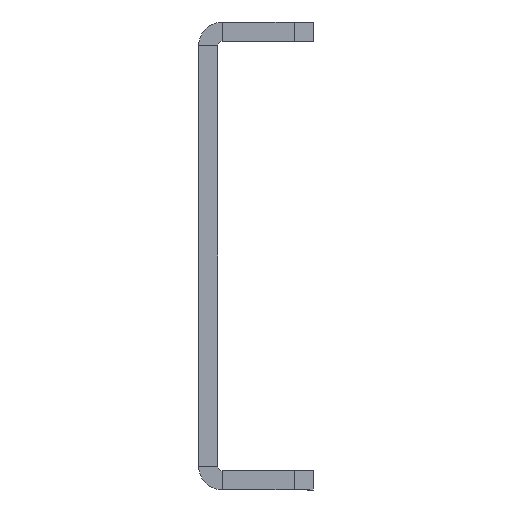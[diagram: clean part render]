
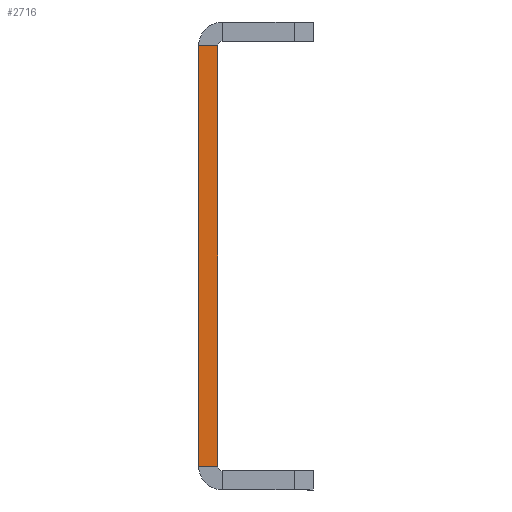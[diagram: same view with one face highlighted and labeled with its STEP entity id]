
A CAD part, left-side view. The second image highlights one B-rep face of the part: STEP entity #2716.
In plain terms, the highlighted planar face has unit normal (-1, 0, 0).
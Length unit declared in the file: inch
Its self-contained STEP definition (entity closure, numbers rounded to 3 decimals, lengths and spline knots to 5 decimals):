
#551 = EDGE_CURVE ( 'NONE', #2857, #5749, #5014, .T. ) ;
#758 = VERTEX_POINT ( 'NONE', #3775 ) ;
#930 = DIRECTION ( 'NONE',  ( 0., 0., 1. ) ) ;
#1275 = DIRECTION ( 'NONE',  ( 0., 1., 0. ) ) ;
#1419 = DIRECTION ( 'NONE',  ( 0., 1., 0. ) ) ;
#1567 = CARTESIAN_POINT ( 'NONE',  ( 0., 0., 0. ) ) ;
#1588 = CARTESIAN_POINT ( 'NONE',  ( 0., 0., -2.75 ) ) ;
#1999 = VECTOR ( 'NONE', #1275, 39.37008 ) ;
#2040 = FACE_OUTER_BOUND ( 'NONE', #5988, .T. ) ;
#2079 = ORIENTED_EDGE ( 'NONE', *, *, #3551, .T. ) ;
#2099 = AXIS2_PLACEMENT_3D ( 'NONE', #5435, #3940, #930 ) ;
#2159 = DIRECTION ( 'NONE',  ( 0., 0., 1. ) ) ;
#2355 = LINE ( 'NONE', #4946, #6086 ) ;
#2716 = ADVANCED_FACE ( 'NONE', ( #2040 ), #3444, .F. ) ;
#2857 = VERTEX_POINT ( 'NONE', #4052 ) ;
#3089 = ORIENTED_EDGE ( 'NONE', *, *, #551, .T. ) ;
#3109 = DIRECTION ( 'NONE',  ( 0., 0., 1. ) ) ;
#3166 = EDGE_CURVE ( 'NONE', #2857, #758, #2355, .T. ) ;
#3444 = PLANE ( 'NONE',  #2099 ) ;
#3449 = CARTESIAN_POINT ( 'NONE',  ( 0., 0.125, 0. ) ) ;
#3551 = EDGE_CURVE ( 'NONE', #5749, #5041, #6055, .T. ) ;
#3775 = CARTESIAN_POINT ( 'NONE',  ( 0., 0.125, -2.75 ) ) ;
#3940 = DIRECTION ( 'NONE',  ( 1., 0., 0. ) ) ;
#4052 = CARTESIAN_POINT ( 'NONE',  ( 0., 0., -2.75 ) ) ;
#4773 = VECTOR ( 'NONE', #2159, 39.37008 ) ;
#4796 = EDGE_CURVE ( 'NONE', #758, #5041, #6124, .T. ) ;
#4946 = CARTESIAN_POINT ( 'NONE',  ( 0., 0.125, -2.75 ) ) ;
#5014 = LINE ( 'NONE', #1588, #6052 ) ;
#5041 = VERTEX_POINT ( 'NONE', #3449 ) ;
#5123 = ORIENTED_EDGE ( 'NONE', *, *, #4796, .F. ) ;
#5182 = CARTESIAN_POINT ( 'NONE',  ( 0., 0.125, 0. ) ) ;
#5435 = CARTESIAN_POINT ( 'NONE',  ( 0., 0.125, 0. ) ) ;
#5749 = VERTEX_POINT ( 'NONE', #1567 ) ;
#5789 = CARTESIAN_POINT ( 'NONE',  ( 0., 0.125, 0. ) ) ;
#5886 = ORIENTED_EDGE ( 'NONE', *, *, #3166, .F. ) ;
#5988 = EDGE_LOOP ( 'NONE', ( #5886, #3089, #2079, #5123 ) ) ;
#6052 = VECTOR ( 'NONE', #3109, 39.37008 ) ;
#6055 = LINE ( 'NONE', #5789, #1999 ) ;
#6086 = VECTOR ( 'NONE', #1419, 39.37008 ) ;
#6124 = LINE ( 'NONE', #5182, #4773 ) ;
